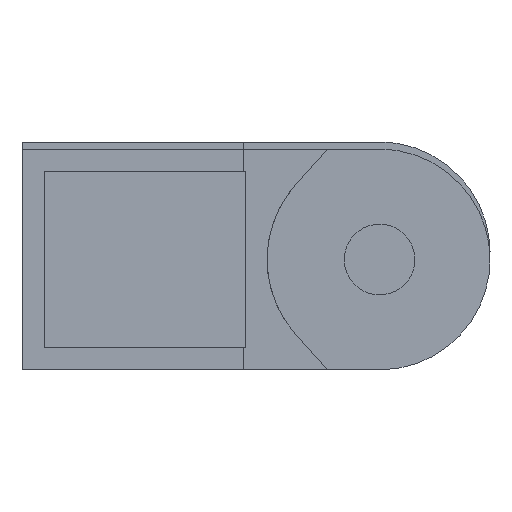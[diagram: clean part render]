
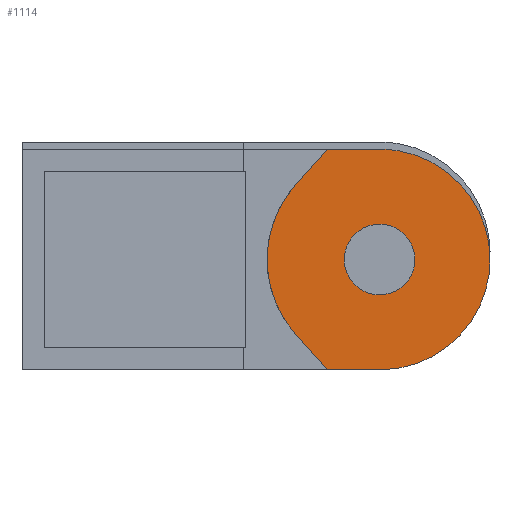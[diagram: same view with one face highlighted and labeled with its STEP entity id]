
A CAD part, front view. The second image highlights one B-rep face of the part: STEP entity #1114.
In plain terms, the highlighted planar face has unit normal (0, -1, 0).
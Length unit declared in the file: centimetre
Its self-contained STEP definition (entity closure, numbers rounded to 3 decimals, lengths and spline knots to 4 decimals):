
#62=FACE_BOUND('',#1822,.T.);
#385=B_SPLINE_CURVE_WITH_KNOTS('',1,(#8765,#8766),.UNSPECIFIED.,.F.,.F.,
(2,2),(-4.05,-2.8654),.UNSPECIFIED.);
#386=B_SPLINE_CURVE_WITH_KNOTS('',1,(#8767,#8768),.UNSPECIFIED.,.F.,.F.,
(2,2),(2.8654,4.05),.UNSPECIFIED.);
#414=B_SPLINE_CURVE_WITH_KNOTS('',1,(#8874,#8875),.UNSPECIFIED.,.F.,.F.,
(2,2),(4.6173,5.69),.UNSPECIFIED.);
#415=B_SPLINE_CURVE_WITH_KNOTS('',1,(#8876,#8877),.UNSPECIFIED.,.F.,.F.,
(2,2),(-0.179,0.8937),.UNSPECIFIED.);
#747=PLANE('',#6037);
#1114=ADVANCED_FACE('',(#1449,#62),#747,.T.);
#1449=FACE_OUTER_BOUND('',#1821,.T.);
#1821=EDGE_LOOP('',(#3058,#3059,#3060,#3061,#3062,#3063));
#1822=EDGE_LOOP('',(#3064,#3065));
#3058=ORIENTED_EDGE('',*,*,#4327,.T.);
#3059=ORIENTED_EDGE('',*,*,#4328,.T.);
#3060=ORIENTED_EDGE('',*,*,#4326,.T.);
#3061=ORIENTED_EDGE('',*,*,#4373,.T.);
#3062=ORIENTED_EDGE('',*,*,#4371,.T.);
#3063=ORIENTED_EDGE('',*,*,#4372,.T.);
#3064=ORIENTED_EDGE('',*,*,#4383,.T.);
#3065=ORIENTED_EDGE('',*,*,#4401,.T.);
#4326=EDGE_CURVE('',#5487,#5488,#385,.T.);
#4327=EDGE_CURVE('',#5489,#5490,#386,.T.);
#4328=EDGE_CURVE('',#5490,#5487,#4957,.T.);
#4371=EDGE_CURVE('',#5519,#5520,#4973,.T.);
#4372=EDGE_CURVE('',#5520,#5489,#414,.T.);
#4373=EDGE_CURVE('',#5488,#5519,#415,.T.);
#4383=EDGE_CURVE('',#5526,#5535,#4976,.T.);
#4401=EDGE_CURVE('',#5535,#5526,#4994,.T.);
#4957=(
BOUNDED_CURVE()
B_SPLINE_CURVE(2,(#8769,#8770,#8771,#8772,#8773),.UNSPECIFIED.,.F.,.F.)
B_SPLINE_CURVE_WITH_KNOTS((3,2,3),(34.3,38.227,42.154),
 .UNSPECIFIED.)
CURVE()
GEOMETRIC_REPRESENTATION_ITEM()
RATIONAL_B_SPLINE_CURVE((1.,0.707,1.,0.707,1.))
REPRESENTATION_ITEM('')
);
#4973=(
BOUNDED_CURVE()
B_SPLINE_CURVE(2,(#8871,#8872,#8873),.UNSPECIFIED.,.F.,.F.)
B_SPLINE_CURVE_WITH_KNOTS((3,3),(0.8937,4.6173),
 .UNSPECIFIED.)
CURVE()
GEOMETRIC_REPRESENTATION_ITEM()
RATIONAL_B_SPLINE_CURVE((1.,0.745,1.))
REPRESENTATION_ITEM('')
);
#4976=(
BOUNDED_CURVE()
B_SPLINE_CURVE(2,(#8900,#8901,#8902,#8903,#8904),.UNSPECIFIED.,.F.,.F.)
B_SPLINE_CURVE_WITH_KNOTS((3,2,3),(-5.0265,-3.7699,
-2.5133),.UNSPECIFIED.)
CURVE()
GEOMETRIC_REPRESENTATION_ITEM()
RATIONAL_B_SPLINE_CURVE((1.,0.707,1.,0.707,1.))
REPRESENTATION_ITEM('')
);
#4994=(
BOUNDED_CURVE()
B_SPLINE_CURVE(2,(#8972,#8973,#8974,#8975,#8976),.UNSPECIFIED.,.F.,.F.)
B_SPLINE_CURVE_WITH_KNOTS((3,2,3),(-2.5133,-1.2566,
0.),.UNSPECIFIED.)
CURVE()
GEOMETRIC_REPRESENTATION_ITEM()
RATIONAL_B_SPLINE_CURVE((1.,0.707,1.,0.707,1.))
REPRESENTATION_ITEM('')
);
#5487=VERTEX_POINT('',#8645);
#5488=VERTEX_POINT('',#8646);
#5489=VERTEX_POINT('',#8647);
#5490=VERTEX_POINT('',#8648);
#5519=VERTEX_POINT('',#8677);
#5520=VERTEX_POINT('',#8678);
#5526=VERTEX_POINT('',#8684);
#5535=VERTEX_POINT('',#8693);
#6037=AXIS2_PLACEMENT_3D('',#8614,#6257,$);
#6257=DIRECTION('',(0.,-1.,0.));
#8614=CARTESIAN_POINT('',(-0.536,-5.4089,-0.6438));
#8645=CARTESIAN_POINT('',(2.981,-5.4089,4.8231));
#8646=CARTESIAN_POINT('',(1.7964,-5.4089,4.8231));
#8647=CARTESIAN_POINT('',(1.7964,-5.4089,-0.1769));
#8648=CARTESIAN_POINT('',(2.981,-5.4089,-0.1769));
#8677=CARTESIAN_POINT('',(1.081,-5.4089,4.0238));
#8678=CARTESIAN_POINT('',(1.081,-5.4089,0.6224));
#8684=CARTESIAN_POINT('',(2.3284,-5.4089,2.7879));
#8693=CARTESIAN_POINT('',(3.6308,-5.4089,1.8584));
#8765=CARTESIAN_POINT('',(2.981,-5.4089,4.8231));
#8766=CARTESIAN_POINT('',(1.7964,-5.4089,4.8231));
#8767=CARTESIAN_POINT('',(1.7964,-5.4089,-0.1769));
#8768=CARTESIAN_POINT('',(2.981,-5.4089,-0.1769));
#8769=CARTESIAN_POINT('',(2.981,-5.4089,-0.1769));
#8770=CARTESIAN_POINT('',(5.481,-5.4089,-0.1769));
#8771=CARTESIAN_POINT('',(5.481,-5.4089,2.3231));
#8772=CARTESIAN_POINT('',(5.481,-5.4089,4.8231));
#8773=CARTESIAN_POINT('',(2.981,-5.4089,4.8231));
#8871=CARTESIAN_POINT('',(1.081,-5.4089,4.0238));
#8872=CARTESIAN_POINT('',(-0.4414,-5.4089,2.3231));
#8873=CARTESIAN_POINT('',(1.081,-5.4089,0.6224));
#8874=CARTESIAN_POINT('',(1.081,-5.4089,0.6224));
#8875=CARTESIAN_POINT('',(1.7964,-5.4089,-0.1769));
#8876=CARTESIAN_POINT('',(1.7964,-5.4089,4.8231));
#8877=CARTESIAN_POINT('',(1.081,-5.4089,4.0238));
#8900=CARTESIAN_POINT('',(2.3284,-5.4089,2.7879));
#8901=CARTESIAN_POINT('',(2.7932,-5.4089,3.439));
#8902=CARTESIAN_POINT('',(3.4443,-5.4089,2.9743));
#8903=CARTESIAN_POINT('',(4.0955,-5.4089,2.5095));
#8904=CARTESIAN_POINT('',(3.6308,-5.4089,1.8584));
#8972=CARTESIAN_POINT('',(3.6308,-5.4089,1.8584));
#8973=CARTESIAN_POINT('',(3.166,-5.4089,1.2072));
#8974=CARTESIAN_POINT('',(2.5149,-5.4089,1.6719));
#8975=CARTESIAN_POINT('',(1.8637,-5.4089,2.1367));
#8976=CARTESIAN_POINT('',(2.3284,-5.4089,2.7879));
